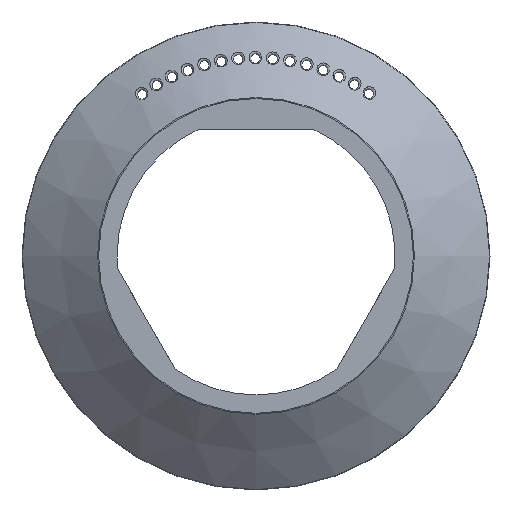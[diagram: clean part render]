
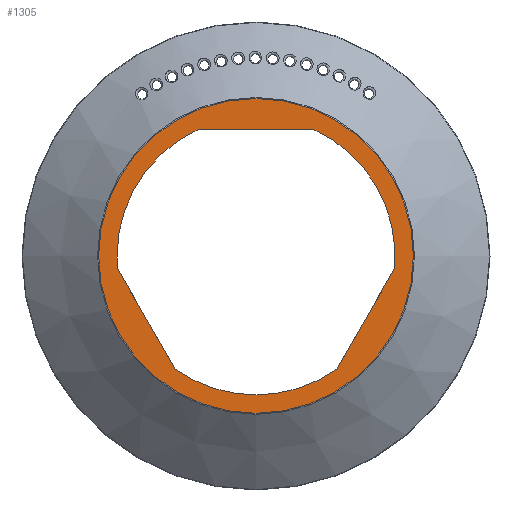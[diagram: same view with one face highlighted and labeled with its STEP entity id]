
A CAD part, top view. The second image highlights one B-rep face of the part: STEP entity #1305.
In plain terms, the highlighted planar face has unit normal (0, 0, 1).
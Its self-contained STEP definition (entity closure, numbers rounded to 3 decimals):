
#15=PLANE('',#1401);
#107=FACE_BOUND('',#238,.T.);
#142=FACE_OUTER_BOUND('',#237,.T.);
#237=EDGE_LOOP('',(#1121));
#238=EDGE_LOOP('',(#1122,#1123,#1124,#1125,#1126,#1127,#1128));
#386=LINE('',#4764,#437);
#387=LINE('',#4766,#438);
#388=LINE('',#4767,#439);
#437=VECTOR('',#1577,10.);
#438=VECTOR('',#1580,10.);
#439=VECTOR('',#1581,10.);
#473=CIRCLE('',#1355,43.997);
#476=CIRCLE('',#1358,43.997);
#479=CIRCLE('',#1361,43.997);
#501=CIRCLE('',#1400,49.825);
#502=CIRCLE('',#1402,43.997);
#533=VERTEX_POINT('',#1754);
#534=VERTEX_POINT('',#1758);
#543=VERTEX_POINT('',#1799);
#544=VERTEX_POINT('',#1803);
#553=VERTEX_POINT('',#1844);
#554=VERTEX_POINT('',#1848);
#636=VERTEX_POINT('',#4759);
#637=VERTEX_POINT('',#4763);
#672=EDGE_CURVE('',#534,#533,#473,.T.);
#682=EDGE_CURVE('',#544,#543,#476,.T.);
#692=EDGE_CURVE('',#554,#553,#479,.T.);
#808=EDGE_CURVE('',#636,#636,#501,.T.);
#809=EDGE_CURVE('',#533,#637,#386,.T.);
#810=EDGE_CURVE('',#637,#554,#502,.T.);
#811=EDGE_CURVE('',#553,#544,#387,.T.);
#812=EDGE_CURVE('',#543,#534,#388,.T.);
#1121=ORIENTED_EDGE('',*,*,#808,.F.);
#1122=ORIENTED_EDGE('',*,*,#809,.T.);
#1123=ORIENTED_EDGE('',*,*,#810,.T.);
#1124=ORIENTED_EDGE('',*,*,#692,.T.);
#1125=ORIENTED_EDGE('',*,*,#811,.T.);
#1126=ORIENTED_EDGE('',*,*,#682,.T.);
#1127=ORIENTED_EDGE('',*,*,#812,.T.);
#1128=ORIENTED_EDGE('',*,*,#672,.T.);
#1305=ADVANCED_FACE('',(#142,#107),#15,.T.);
#1355=AXIS2_PLACEMENT_3D('',#1759,#1466,#1467);
#1358=AXIS2_PLACEMENT_3D('',#1804,#1472,#1473);
#1361=AXIS2_PLACEMENT_3D('',#1849,#1478,#1479);
#1400=AXIS2_PLACEMENT_3D('',#4761,#1573,#1574);
#1401=AXIS2_PLACEMENT_3D('',#4762,#1575,#1576);
#1402=AXIS2_PLACEMENT_3D('',#4765,#1578,#1579);
#1466=DIRECTION('center_axis',(0.,0.,-1.));
#1467=DIRECTION('ref_axis',(1.,0.,0.));
#1472=DIRECTION('center_axis',(0.,0.,-1.));
#1473=DIRECTION('ref_axis',(1.,0.,0.));
#1478=DIRECTION('center_axis',(0.,0.,-1.));
#1479=DIRECTION('ref_axis',(1.,0.,0.));
#1573=DIRECTION('center_axis',(0.,0.,-1.));
#1574=DIRECTION('ref_axis',(-1.,0.,0.));
#1575=DIRECTION('center_axis',(0.,0.,1.));
#1576=DIRECTION('ref_axis',(-0.5,0.866,0.));
#1577=DIRECTION('',(-0.5,0.866,0.));
#1578=DIRECTION('center_axis',(0.,0.,-1.));
#1579=DIRECTION('ref_axis',(1.,0.,0.));
#1580=DIRECTION('',(1.,0.,0.));
#1581=DIRECTION('',(-0.5,-0.866,0.));
#1754=CARTESIAN_POINT('',(-25.479,-35.868,20.));
#1758=CARTESIAN_POINT('',(25.479,-35.868,20.));
#1759=CARTESIAN_POINT('Origin',(0.,0.,20.));
#1799=CARTESIAN_POINT('',(43.803,-4.132,20.));
#1803=CARTESIAN_POINT('',(18.323,40.,20.));
#1804=CARTESIAN_POINT('Origin',(0.,0.,20.));
#1844=CARTESIAN_POINT('',(-18.323,40.,20.));
#1848=CARTESIAN_POINT('',(-43.997,0.,20.));
#1849=CARTESIAN_POINT('Origin',(0.,0.,20.));
#4759=CARTESIAN_POINT('',(49.825,0.,20.));
#4761=CARTESIAN_POINT('Origin',(0.,0.,20.));
#4762=CARTESIAN_POINT('Origin',(-36.806,-21.25,20.));
#4763=CARTESIAN_POINT('',(-43.803,-4.132,20.));
#4764=CARTESIAN_POINT('',(-25.141,-36.454,20.));
#4765=CARTESIAN_POINT('Origin',(0.,0.,20.));
#4766=CARTESIAN_POINT('',(-19.,40.,20.));
#4767=CARTESIAN_POINT('',(44.141,-3.546,20.));
